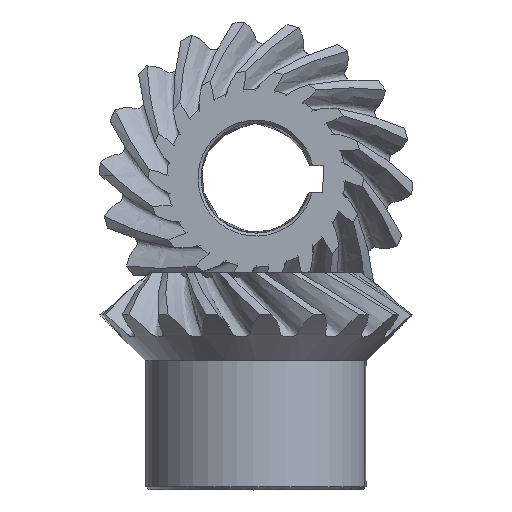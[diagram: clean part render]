
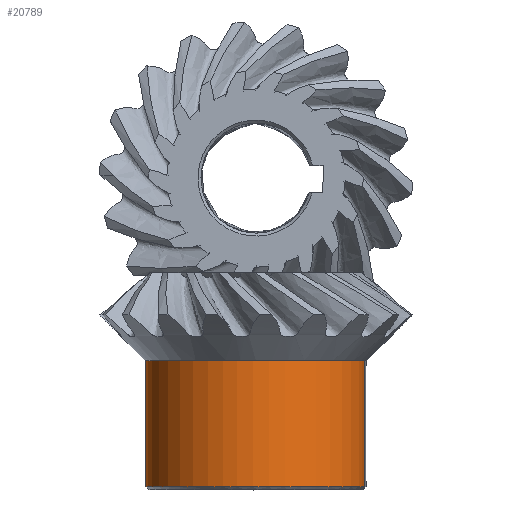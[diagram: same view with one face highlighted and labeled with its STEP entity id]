
A CAD part, top view. The second image highlights one B-rep face of the part: STEP entity #20789.
In plain terms, the highlighted free-form (B-spline) face has degree [2, 1] with [5, 2] control points.
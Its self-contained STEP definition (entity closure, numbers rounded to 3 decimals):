
#12243 = VERTEX_POINT('',#12244);
#12244 = CARTESIAN_POINT('',(16.108,-18.733,
    1.47));
#12245 = VERTEX_POINT('',#12246);
#12246 = CARTESIAN_POINT('',(-2.367,-18.733,
    -1.47));
#12254 = EDGE_CURVE('',#12245,#12255,#12257,.T.);
#12255 = VERTEX_POINT('',#12256);
#12256 = CARTESIAN_POINT('',(-2.367,-8.007,
    -1.47));
#12257 = B_SPLINE_CURVE_WITH_KNOTS('',1,(#12258,#12259),.UNSPECIFIED.,
  .F.,.F.,(2,2),(-26.734,-15.812),.PIECEWISE_BEZIER_KNOTS.);
#12258 = CARTESIAN_POINT('',(-2.367,-18.733,
    -1.47));
#12259 = CARTESIAN_POINT('',(-2.367,-8.007,
    -1.47));
#12262 = VERTEX_POINT('',#12263);
#12263 = CARTESIAN_POINT('',(16.108,-8.007,
    1.47));
#12271 = EDGE_CURVE('',#12243,#12262,#12272,.T.);
#12272 = B_SPLINE_CURVE_WITH_KNOTS('',1,(#12273,#12274),.UNSPECIFIED.,
  .F.,.F.,(2,2),(-26.734,-15.812),.PIECEWISE_BEZIER_KNOTS.);
#12273 = CARTESIAN_POINT('',(16.108,-18.733,
    1.47));
#12274 = CARTESIAN_POINT('',(16.108,-8.007,
    1.47));
#20771 = EDGE_CURVE('',#12245,#12243,#20772,.T.);
#20772 = ( BOUNDED_CURVE() B_SPLINE_CURVE(2,(#20773,#20774,#20775,#20776
,#20777),.UNSPECIFIED.,.F.,.F.) B_SPLINE_CURVE_WITH_KNOTS((3,2,3),(
    3.142,4.712,6.283),
.PIECEWISE_BEZIER_KNOTS.) CURVE() GEOMETRIC_REPRESENTATION_ITEM() 
RATIONAL_B_SPLINE_CURVE((1.,0.707,1.,0.707,1.)) 
REPRESENTATION_ITEM('') );
#20773 = CARTESIAN_POINT('',(-2.367,-18.733,
    -1.47));
#20774 = CARTESIAN_POINT('',(-3.837,-18.733,
    7.768));
#20775 = CARTESIAN_POINT('',(5.401,-18.733,
    9.238));
#20776 = CARTESIAN_POINT('',(14.639,-18.733,
    10.708));
#20777 = CARTESIAN_POINT('',(16.108,-18.733,
    1.47));
#20789 = ADVANCED_FACE('',(#20790),#20803,.T.);
#20790 = FACE_BOUND('',#20791,.T.);
#20791 = EDGE_LOOP('',(#20792,#20793,#20794,#20795));
#20792 = ORIENTED_EDGE('',*,*,#12254,.F.);
#20793 = ORIENTED_EDGE('',*,*,#20771,.T.);
#20794 = ORIENTED_EDGE('',*,*,#12271,.T.);
#20795 = ORIENTED_EDGE('',*,*,#20796,.F.);
#20796 = EDGE_CURVE('',#12255,#12262,#20797,.T.);
#20797 = ( BOUNDED_CURVE() B_SPLINE_CURVE(2,(#20798,#20799,#20800,#20801
,#20802),.UNSPECIFIED.,.F.,.F.) B_SPLINE_CURVE_WITH_KNOTS((3,2,3),(
    2.984,4.555,6.125),
.PIECEWISE_BEZIER_KNOTS.) CURVE() GEOMETRIC_REPRESENTATION_ITEM() 
RATIONAL_B_SPLINE_CURVE((1.,0.707,1.,0.707,1.)) 
REPRESENTATION_ITEM('') );
#20798 = CARTESIAN_POINT('',(-2.367,-8.007,
    -1.47));
#20799 = CARTESIAN_POINT('',(-3.837,-8.007,
    7.768));
#20800 = CARTESIAN_POINT('',(5.401,-8.007,
    9.238));
#20801 = CARTESIAN_POINT('',(14.639,-8.007,
    10.708));
#20802 = CARTESIAN_POINT('',(16.108,-8.007,
    1.47));
#20803 = ( BOUNDED_SURFACE() B_SPLINE_SURFACE(2,1,(
    (#20804,#20805)
    ,(#20806,#20807)
    ,(#20808,#20809)
    ,(#20810,#20811)
    ,(#20812,#20813
)),.UNSPECIFIED.,.F.,.F.,.F.) B_SPLINE_SURFACE_WITH_KNOTS((3,2,3),(2,2),
  (3.142,4.712,6.283),(-26.734,-15.812),
.PIECEWISE_BEZIER_KNOTS.) GEOMETRIC_REPRESENTATION_ITEM() 
RATIONAL_B_SPLINE_SURFACE((
    (1.,1.)
    ,(0.707,0.707)
    ,(1.,1.)
    ,(0.707,0.707)
,(1.,1.))) REPRESENTATION_ITEM('') SURFACE() );
#20804 = CARTESIAN_POINT('',(-2.367,-18.733,
    -1.47));
#20805 = CARTESIAN_POINT('',(-2.367,-8.007,
    -1.47));
#20806 = CARTESIAN_POINT('',(-3.837,-18.733,
    7.768));
#20807 = CARTESIAN_POINT('',(-3.837,-8.007,
    7.768));
#20808 = CARTESIAN_POINT('',(5.401,-18.733,
    9.238));
#20809 = CARTESIAN_POINT('',(5.401,-8.007,
    9.238));
#20810 = CARTESIAN_POINT('',(14.639,-18.733,
    10.708));
#20811 = CARTESIAN_POINT('',(14.639,-8.007,
    10.708));
#20812 = CARTESIAN_POINT('',(16.108,-18.733,
    1.47));
#20813 = CARTESIAN_POINT('',(16.108,-8.007,
    1.47));
